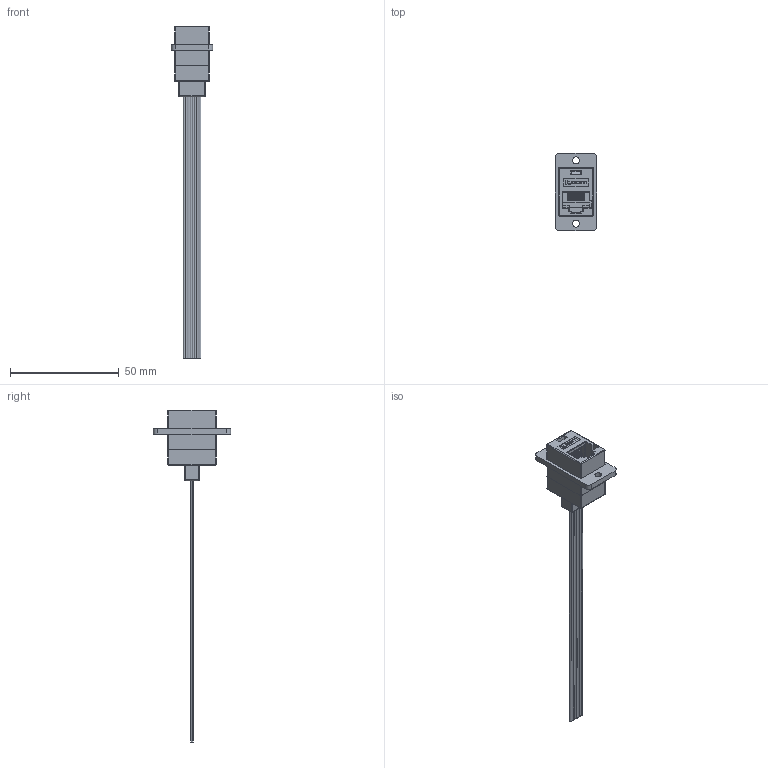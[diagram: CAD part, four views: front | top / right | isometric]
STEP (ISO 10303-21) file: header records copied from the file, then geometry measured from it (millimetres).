
FILE_DESCRIPTION (( 'STEP AP214' ), '1' );
FILE_NAME ('ECJ504-8.STEP', '2012-11-19T20:20:07', ( 'x' ), ( '' ), 'SwSTEP 2.0', 'SolidWorks 2012', '' );
FILE_SCHEMA (( 'AUTOMOTIVE_DESIGN' ));
Length unit declared in the file: inch
Products named in the file (8): ECJ504-6-MA1; 1AG01-098; 1AG01-095; WIRE BOTTOM ROW; WIRE TOP ROW; 1AG01-096; 1AG01-105_with flange; ECJ504-8
Assembly tree (20 placements, depth 3):
  ECJ504-8
    1AG01-105_with flange
    1AG01-095
      1AG01-096
      WIRE TOP ROW  x4
      WIRE BOTTOM ROW  x4
    1AG01-098
    ECJ504-6-MA1  x8
Bounding box: 19.05 x 35.56 x 152.35 mm (x, y, z)
Volume: 6039 mm3; surface area: 11045.7 mm2
Topology: 19 solids, 19 shells, 564 faces, 1417 edges, 896 vertices
Faces by surface type: plane 302, cylinder 192, torus 32, bspline 24, sphere 14
Entity records: 15352 total; most frequent: CARTESIAN_POINT 2783, ORIENTED_EDGE 2374, DIRECTION 2273, EDGE_CURVE 1187, LINE 865, VECTOR 865, VERTEX_POINT 766, AXIS2_PLACEMENT_3D 704
